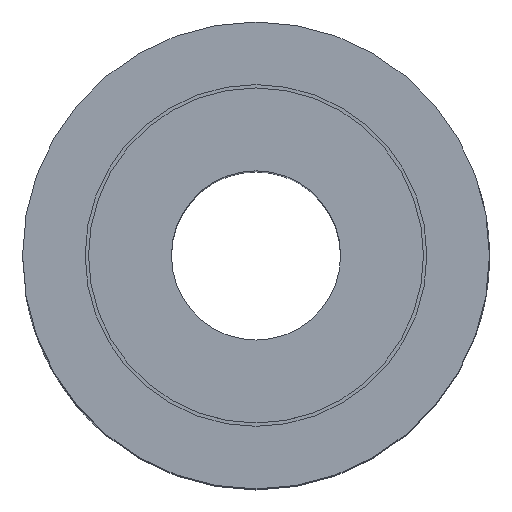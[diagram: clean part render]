
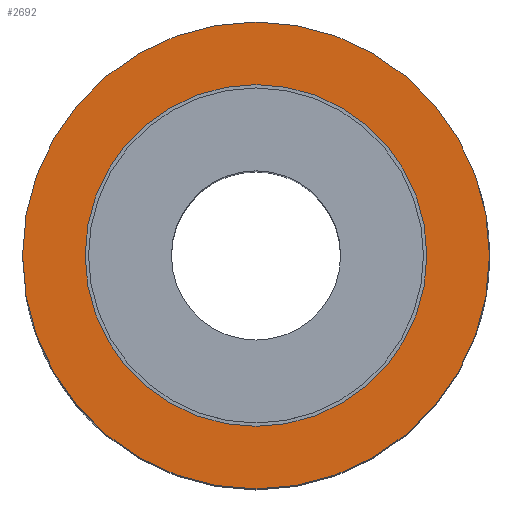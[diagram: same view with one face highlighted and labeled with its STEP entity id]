
A CAD part, top view. The second image highlights one B-rep face of the part: STEP entity #2692.
In plain terms, the highlighted planar face has unit normal (0, 0, 1).
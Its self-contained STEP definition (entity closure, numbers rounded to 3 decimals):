
#23=PLANE('',#3122);
#34=FACE_BOUND('',#728,.T.);
#302=CIRCLE('',#3117,5.05);
#303=CIRCLE('',#3118,5.05);
#304=CIRCLE('',#3120,6.9);
#305=CIRCLE('',#3121,6.9);
#575=FACE_OUTER_BOUND('',#727,.T.);
#727=EDGE_LOOP('',(#2540,#2541));
#728=EDGE_LOOP('',(#2542,#2543));
#1290=VERTEX_POINT('',#5696);
#1291=VERTEX_POINT('',#5698);
#1292=VERTEX_POINT('',#5702);
#1293=VERTEX_POINT('',#5703);
#1707=EDGE_CURVE('',#1291,#1290,#302,.T.);
#1708=EDGE_CURVE('',#1290,#1291,#303,.T.);
#1709=EDGE_CURVE('',#1292,#1293,#304,.T.);
#1710=EDGE_CURVE('',#1293,#1292,#305,.T.);
#2540=ORIENTED_EDGE('',*,*,#1709,.T.);
#2541=ORIENTED_EDGE('',*,*,#1710,.T.);
#2542=ORIENTED_EDGE('',*,*,#1707,.T.);
#2543=ORIENTED_EDGE('',*,*,#1708,.T.);
#2692=ADVANCED_FACE('',(#575,#34),#23,.T.);
#3117=AXIS2_PLACEMENT_3D('',#5699,#4064,#4065);
#3118=AXIS2_PLACEMENT_3D('',#5700,#4066,#4067);
#3120=AXIS2_PLACEMENT_3D('',#5704,#4070,#4071);
#3121=AXIS2_PLACEMENT_3D('',#5705,#4072,#4073);
#3122=AXIS2_PLACEMENT_3D('',#5707,#4075,#4076);
#4064=DIRECTION('center_axis',(0.,0.,-1.));
#4065=DIRECTION('ref_axis',(1.,0.,0.));
#4066=DIRECTION('center_axis',(0.,0.,-1.));
#4067=DIRECTION('ref_axis',(1.,0.,0.));
#4070=DIRECTION('center_axis',(0.,0.,1.));
#4071=DIRECTION('ref_axis',(1.,0.,0.));
#4072=DIRECTION('center_axis',(0.,0.,1.));
#4073=DIRECTION('ref_axis',(1.,0.,0.));
#4075=DIRECTION('center_axis',(0.,0.,1.));
#4076=DIRECTION('ref_axis',(1.,0.,0.));
#5696=CARTESIAN_POINT('',(-5.05,0.,18.));
#5698=CARTESIAN_POINT('',(5.05,0.,18.));
#5699=CARTESIAN_POINT('Origin',(0.,0.,18.));
#5700=CARTESIAN_POINT('Origin',(0.,0.,18.));
#5702=CARTESIAN_POINT('',(6.9,0.,18.));
#5703=CARTESIAN_POINT('',(-6.9,0.,18.));
#5704=CARTESIAN_POINT('Origin',(0.,0.,18.));
#5705=CARTESIAN_POINT('Origin',(0.,0.,18.));
#5707=CARTESIAN_POINT('Origin',(0.,0.,18.));
